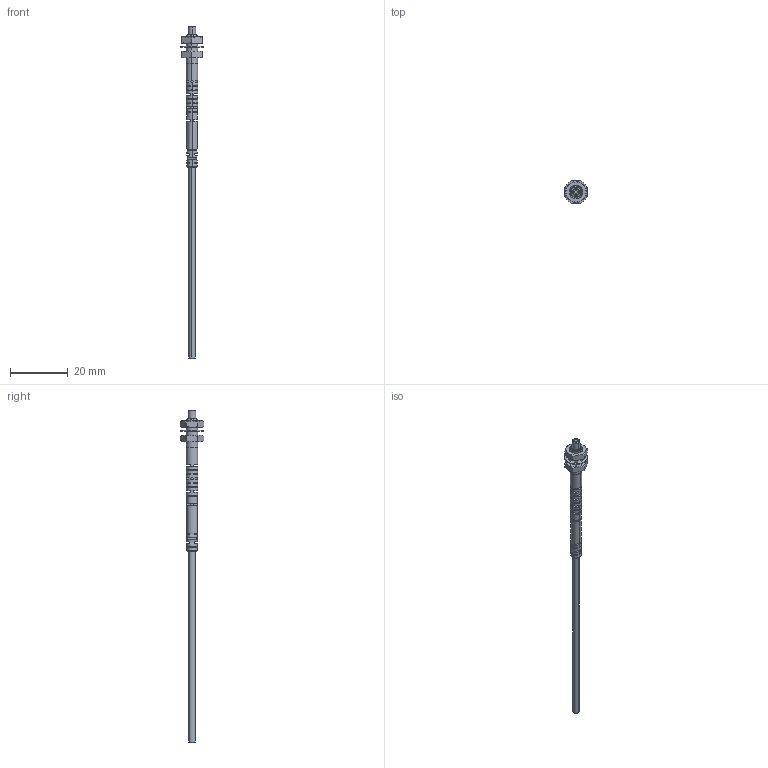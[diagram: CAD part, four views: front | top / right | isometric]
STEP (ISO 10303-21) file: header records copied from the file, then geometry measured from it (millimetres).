
FILE_DESCRIPTION((''),'2;1');
FILE_NAME('178352_ASM','2017-10-24T',('pdmadmin'),('BANNER ENGINEERING'),'CREO PARAMETRIC BY PTC INC, 2016260','CREO PARAMETRIC BY PTC INC, 2016260','');
FILE_SCHEMA(('CONFIG_CONTROL_DESIGN'));
Length unit declared in the file: millimetre
Products named in the file (4): 87543; M4_NUT; 4_WASHER; 178352_ASM
Assembly tree (4 placements, depth 2):
  178352_ASM
    87543
    M4_NUT  x2
    4_WASHER
Bounding box: 8.3 x 8.3 x 115 mm (x, y, z)
Volume: 894.9 mm3; surface area: 1546.6 mm2
Topology: 4 solids, 4 shells, 240 faces, 621 edges, 408 vertices
Faces by surface type: cylinder 101, plane 93, cone 46
Entity records: 7608 total; most frequent: CARTESIAN_POINT 2410, ORIENTED_EDGE 1122, DIRECTION 989, EDGE_CURVE 561, AXIS2_PLACEMENT_3D 392, VERTEX_POINT 374, EDGE_LOOP 235, FACE_OUTER_BOUND 212
